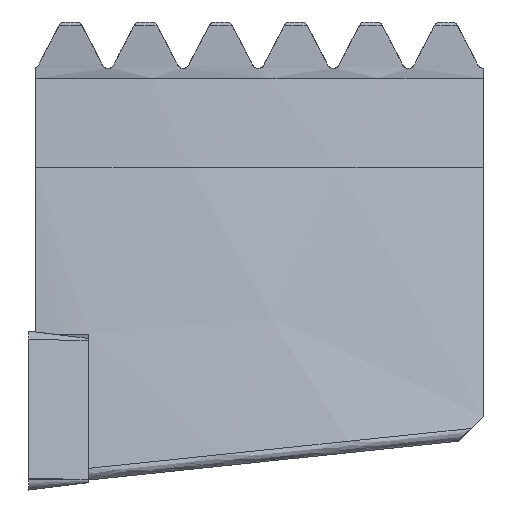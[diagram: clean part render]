
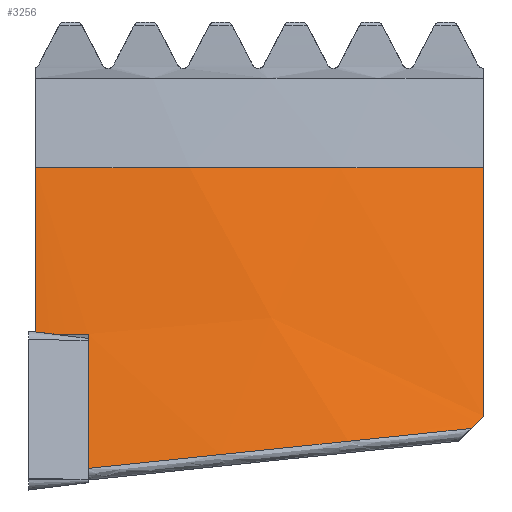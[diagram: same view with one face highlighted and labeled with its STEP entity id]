
A CAD part, left-side view. The second image highlights one B-rep face of the part: STEP entity #3256.
In plain terms, the highlighted conical face has half-angle 10 degrees and reference radius 82.349 mm.
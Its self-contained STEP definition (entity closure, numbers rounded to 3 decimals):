
#1530=VERTEX_POINT('NONE',#4298);
#1772=EDGE_CURVE('NONE',#3294,#3370,#4570,.F.);
#1792=EDGE_CURVE('NONE',#1530,#3294,#4591,.T.);
#2260=VERTEX_POINT('NONE',#5101);
#2486=EDGE_CURVE('NONE',#3864,#3298,#5351,.T.);
#2696=EDGE_CURVE('NONE',#3298,#3476,#5576,.F.);
#3064=EDGE_CURVE('NONE',#3864,#3650,#5978,.T.);
#3256=ADVANCED_FACE('NONE',(#6186),#6187,.T.);
#3294=VERTEX_POINT('NONE',#6230);
#3298=VERTEX_POINT('NONE',#6234);
#3370=VERTEX_POINT('NONE',#6311);
#3476=VERTEX_POINT('NONE',#6426);
#3598=EDGE_CURVE('NONE',#2260,#3370,#6561,.T.);
#3650=VERTEX_POINT('NONE',#6618);
#3654=EDGE_CURVE('NONE',#1530,#3476,#6622,.T.);
#3864=VERTEX_POINT('NONE',#6853);
#4032=EDGE_CURVE('NONE',#3650,#2260,#7036,.T.);
#4298=CARTESIAN_POINT('',(13.437,-36.36,25.77));
#4570=ELLIPSE('',#8133,134.575,93.668);
#4591=(B_SPLINE_CURVE(2,(#8183,#8184,#8185),.UNSPECIFIED.,.F.,.F.)B_SPLINE_CURVE_WITH_KNOTS((3,3),(1.323,21.564),.UNSPECIFIED.)RATIONAL_B_SPLINE_CURVE((1.,1.,1.))BOUNDED_CURVE()REPRESENTATION_ITEM('')GEOMETRIC_REPRESENTATION_ITEM()CURVE());
#5101=CARTESIAN_POINT('',(1.024,-4.76,1.731));
#5351=ELLIPSE('',#9880,85.243,84.678);
#5576=LINE('',#10410,#10411);
#5978=CIRCLE('',#11707,84.695);
#6186=FACE_OUTER_BOUND('',#12180,.T.);
#6187=CONICAL_SURFACE('',#12181,82.349,0.175);
#6230=CARTESIAN_POINT('',(9.56,-36.36,5.903));
#6234=CARTESIAN_POINT('',(2.835,-0.56,12.636));
#6311=CARTESIAN_POINT('',(8.924,-35.376,4.919));
#6426=CARTESIAN_POINT('',(5.151,-0.56,25.77));
#6561=B_SPLINE_CURVE_WITH_KNOTS('',3,(#13090,#13091,#13092,#13093,#13094,#13095,#13096,#13097),.UNSPECIFIED.,.F.,.F.,(4,2,2,4),(0.,0.008,0.016,0.032),.UNSPECIFIED.);
#6618=CARTESIAN_POINT('',(2.919,-4.76,12.465));
#6622=CIRCLE('',#13315,82.349);
#6853=CARTESIAN_POINT('',(2.822,-2.06,12.465));
#7036=(B_SPLINE_CURVE(2,(#14116,#14117,#14118),.UNSPECIFIED.,.F.,.F.)B_SPLINE_CURVE_WITH_KNOTS((3,3),(1.298,12.199),.UNSPECIFIED.)RATIONAL_B_SPLINE_CURVE((1.,1.,1.))BOUNDED_CURVE()REPRESENTATION_ITEM('')GEOMETRIC_REPRESENTATION_ITEM()CURVE());
#8133=AXIS2_PLACEMENT_3D('',#14838,#14839,#14840);
#8183=CARTESIAN_POINT('',(13.437,-36.36,25.77));
#8184=CARTESIAN_POINT('',(11.539,-36.36,16.09));
#8185=CARTESIAN_POINT('',(9.56,-36.36,5.903));
#9880=AXIS2_PLACEMENT_3D('',#15653,#15654,#15655);
#10410=CARTESIAN_POINT('',(3.993,-0.56,19.203));
#10411=VECTOR('',#15843,1.0);
#11707=AXIS2_PLACEMENT_3D('',#16276,#16277,#16278);
#12180=EDGE_LOOP('',(#16540,#16541,#16542,#16543,#16544,#16545,#16546,#16547));
#12181=AXIS2_PLACEMENT_3D('',#16548,#16549,#16550);
#13090=CARTESIAN_POINT('',(1.024,-4.76,1.731));
#13091=CARTESIAN_POINT('',(1.208,-7.421,2.008));
#13092=CARTESIAN_POINT('',(1.515,-10.07,2.284));
#13093=CARTESIAN_POINT('',(2.372,-15.336,2.832));
#13094=CARTESIAN_POINT('',(2.919,-17.93,3.102));
#13095=CARTESIAN_POINT('',(4.903,-25.599,3.901));
#13096=CARTESIAN_POINT('',(6.682,-30.563,4.418));
#13097=CARTESIAN_POINT('',(8.924,-35.376,4.919));
#13315=AXIS2_PLACEMENT_3D('',#16973,#16974,#16975);
#14116=CARTESIAN_POINT('',(2.919,-4.76,12.465));
#14117=CARTESIAN_POINT('',(1.982,-4.76,7.157));
#14118=CARTESIAN_POINT('',(1.024,-4.76,1.731));
#14838=CARTESIAN_POINT('',(87.5,16.419,-46.876));
#14839=DIRECTION('',(0.,0.707,0.707));
#14840=DIRECTION('',(0.,-0.707,0.707));
#15653=CARTESIAN_POINT('',(87.5,-2.062,12.465));
#15654=DIRECTION('',(0.,0.113,-0.994));
#15655=DIRECTION('',(0.,-0.994,-0.113));
#15843=DIRECTION('',(-0.174,0.,-0.985));
#16276=CARTESIAN_POINT('',(87.5,-0.36,12.465));
#16277=DIRECTION('',(0.,0.,1.0));
#16278=DIRECTION('',(0.,1.0,0.));
#16540=ORIENTED_EDGE('',*,*,#1772,.F.);
#16541=ORIENTED_EDGE('',*,*,#1792,.F.);
#16542=ORIENTED_EDGE('',*,*,#3654,.T.);
#16543=ORIENTED_EDGE('',*,*,#2696,.F.);
#16544=ORIENTED_EDGE('',*,*,#2486,.F.);
#16545=ORIENTED_EDGE('',*,*,#3064,.T.);
#16546=ORIENTED_EDGE('',*,*,#4032,.T.);
#16547=ORIENTED_EDGE('',*,*,#3598,.T.);
#16548=CARTESIAN_POINT('',(87.5,-0.36,25.77));
#16549=DIRECTION('',(0.,0.,-1.0));
#16550=DIRECTION('',(0.,1.0,0.));
#16973=CARTESIAN_POINT('',(87.5,-0.36,25.77));
#16974=DIRECTION('',(0.,0.,-1.0));
#16975=DIRECTION('',(0.,1.0,0.));
